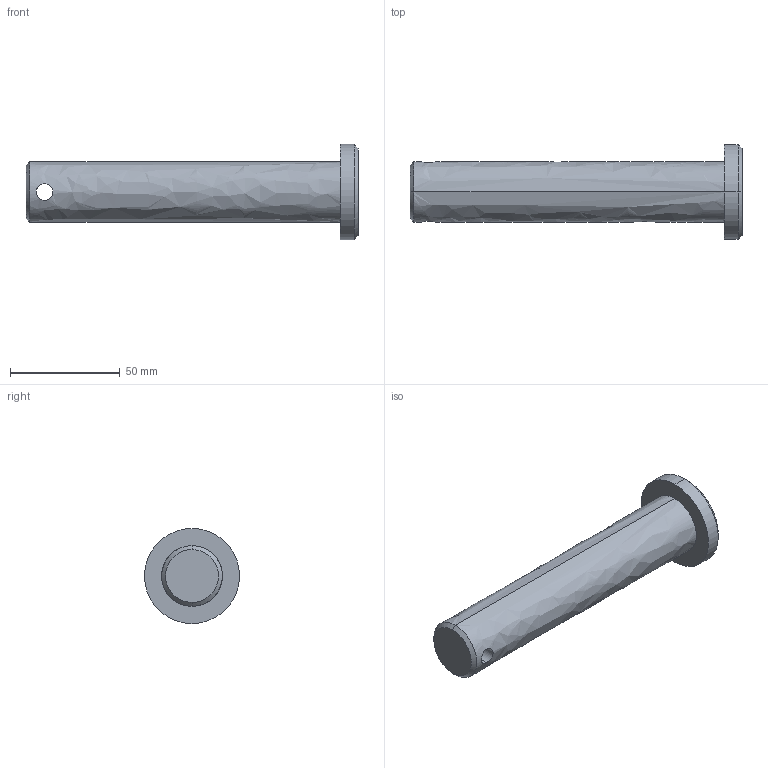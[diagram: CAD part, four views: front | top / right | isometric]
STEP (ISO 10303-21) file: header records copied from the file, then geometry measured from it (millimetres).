
FILE_DESCRIPTION(('FreeCAD Model'),'2;1');
FILE_NAME('Open CASCADE Shape Model','2025-05-09T15:11:30',('FreeCAD'),( 'FreeCAD'),'Open CASCADE STEP processor 7.6','FreeCAD','Unknown');
FILE_SCHEMA(('AUTOMOTIVE_DESIGN { 1 0 10303 214 1 1 1 1 }'));
Length unit declared in the file: millimetre
Products named in the file (1): Open CASCADE STEP translator 7.6 1
Bounding box: 151.23 x 43.25 x 43.3 mm (x, y, z)
Volume: 95758.5 mm3; surface area: 18032.9 mm2
Topology: 1 solids, 1 shells, 27 faces, 60 edges, 33 vertices
Faces by surface type: bspline 27
Entity records: 1052 total; most frequent: CARTESIAN_POINT 698, ORIENTED_EDGE 116, EDGE_CURVE 58, B_SPLINE_CURVE_WITH_KNOTS 34, FACE_BOUND 33, EDGE_LOOP 33, VERTEX_POINT 33, ADVANCED_FACE 27
